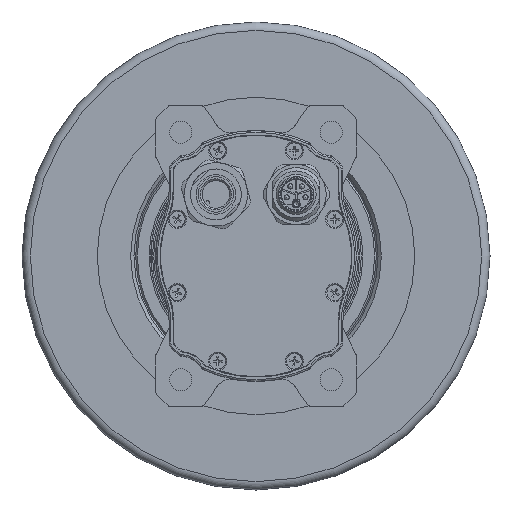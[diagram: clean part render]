
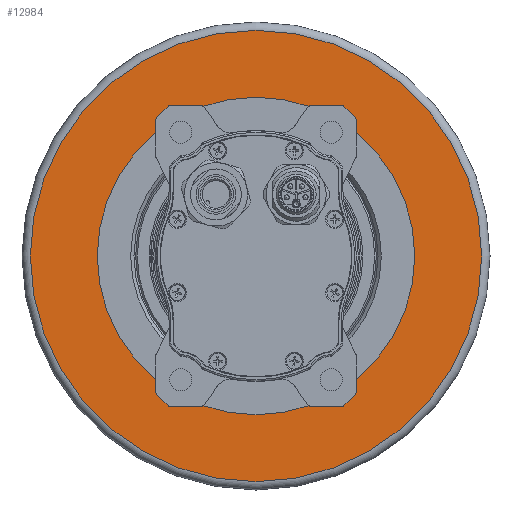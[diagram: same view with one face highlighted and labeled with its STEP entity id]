
A CAD part, left-side view. The second image highlights one B-rep face of the part: STEP entity #12984.
In plain terms, the highlighted planar face has unit normal (-1, 0, 0).
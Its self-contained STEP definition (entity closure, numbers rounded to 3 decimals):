
#277=FACE_BOUND('',#2209,.T.);
#688=PLANE('',#14488);
#1395=FACE_OUTER_BOUND('',#2208,.T.);
#2208=EDGE_LOOP('',(#11003));
#2209=EDGE_LOOP('',(#11004));
#4006=CIRCLE('',#13121,47.5);
#4756=CIRCLE('',#14489,67.5);
#4824=VERTEX_POINT('',#18568);
#5832=VERTEX_POINT('',#22635);
#5981=EDGE_CURVE('',#4824,#4824,#4006,.T.);
#7578=EDGE_CURVE('',#5832,#5832,#4756,.T.);
#11003=ORIENTED_EDGE('',*,*,#7578,.F.);
#11004=ORIENTED_EDGE('',*,*,#5981,.T.);
#12984=ADVANCED_FACE('',(#1395,#277),#688,.T.);
#13121=AXIS2_PLACEMENT_3D('',#18570,#14693,#14694);
#14488=AXIS2_PLACEMENT_3D('',#22634,#18158,#18159);
#14489=AXIS2_PLACEMENT_3D('',#22636,#18160,#18161);
#14693=DIRECTION('center_axis',(1.,0.,0.));
#14694=DIRECTION('ref_axis',(0.,0.,1.));
#18158=DIRECTION('center_axis',(-1.,0.,0.));
#18159=DIRECTION('ref_axis',(0.,0.,
1.));
#18160=DIRECTION('center_axis',(1.,0.,0.));
#18161=DIRECTION('ref_axis',(0.,1.,0.));
#18568=CARTESIAN_POINT('',(-15.,0.,-47.5));
#18570=CARTESIAN_POINT('Origin',(-15.,0.,0.));
#22634=CARTESIAN_POINT('Origin',(-15.,40.,0.));
#22635=CARTESIAN_POINT('',(-15.,0.,67.5));
#22636=CARTESIAN_POINT('Origin',(-15.,0.,0.));
